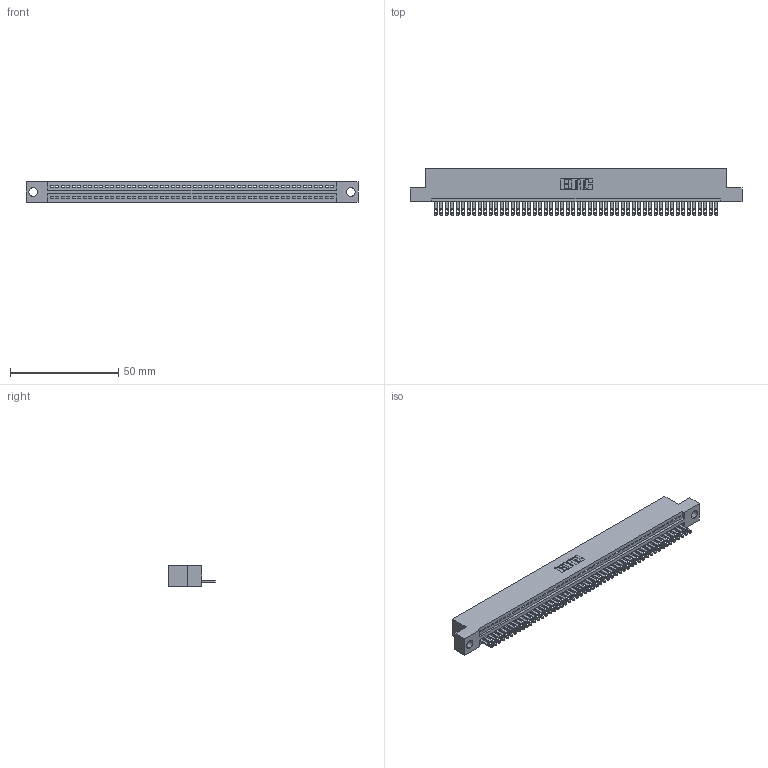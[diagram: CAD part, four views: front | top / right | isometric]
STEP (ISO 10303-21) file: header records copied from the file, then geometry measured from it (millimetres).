
FILE_DESCRIPTION (( 'STEP AP203' ), '1' );
FILE_NAME ('895-052-500-104.STEP', '2020-09-27T10:50:13', ( '' ), ( '' ), 'SwSTEP 2.0', 'SolidWorks 2020', '' );
FILE_SCHEMA (( 'CONFIG_CONTROL_DESIGN' ));
Length unit declared in the file: inch
Products named in the file (3): 345-292-001_345-293-100; 895-052-500-104; 845 Part_Flush Mounting Lugs - 0.156 Dia-TH
Assembly tree (53 placements, depth 2):
  895-052-500-104
    845 Part_Flush Mounting Lugs - 0.156 Dia-TH
    345-292-001_345-293-100  x52
Bounding box: 153.29 x 21.51 x 9.4 mm (x, y, z)
Volume: 14585.8 mm3; surface area: 19444.6 mm2
Topology: 53 solids, 53 shells, 2934 faces, 9077 edges, 6050 vertices
Faces by surface type: plane 1848, cylinder 1086
Entity records: 37723 total; most frequent: CARTESIAN_POINT 6540, ORIENTED_EDGE 6526, DIRECTION 5699, EDGE_CURVE 3263, VECTOR 2919, LINE 2919, VERTEX_POINT 2174, AXIS2_PLACEMENT_3D 1390
